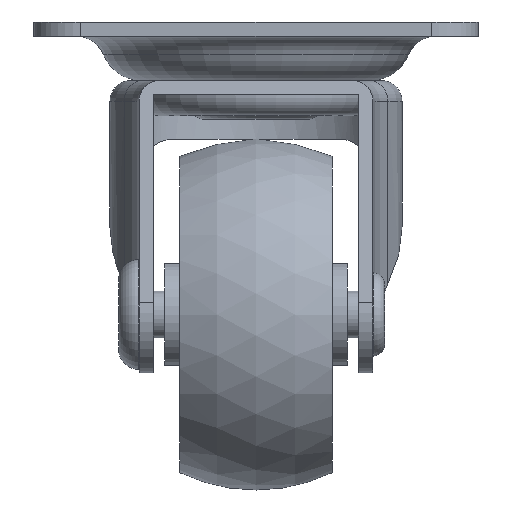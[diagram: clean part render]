
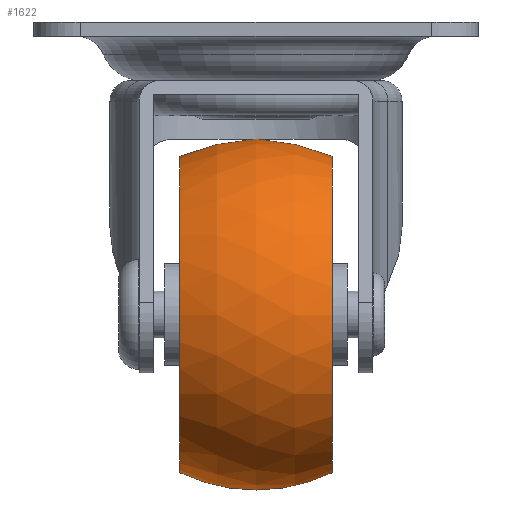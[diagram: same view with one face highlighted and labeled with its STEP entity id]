
A CAD part, front view. The second image highlights one B-rep face of the part: STEP entity #1622.
In plain terms, the highlighted spherical face has radius 15 mm.
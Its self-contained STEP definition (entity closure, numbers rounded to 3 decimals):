
#316=FACE_OUTER_BOUND('',#407,.T.);
#407=EDGE_LOOP('',(#1119,#1120,#1121,#1122,#1123,#1124));
#526=CIRCLE('',#1754,13.519);
#527=CIRCLE('',#1755,15.);
#528=CIRCLE('',#1756,13.519);
#529=CIRCLE('',#1757,13.519);
#530=CIRCLE('',#1758,13.519);
#688=VERTEX_POINT('',#2628);
#689=VERTEX_POINT('',#2629);
#690=VERTEX_POINT('',#2631);
#691=VERTEX_POINT('',#2633);
#868=EDGE_CURVE('',#688,#689,#526,.T.);
#869=EDGE_CURVE('',#689,#690,#527,.T.);
#870=EDGE_CURVE('',#691,#690,#528,.T.);
#871=EDGE_CURVE('',#690,#691,#529,.T.);
#872=EDGE_CURVE('',#689,#688,#530,.T.);
#1119=ORIENTED_EDGE('',*,*,#868,.T.);
#1120=ORIENTED_EDGE('',*,*,#869,.T.);
#1121=ORIENTED_EDGE('',*,*,#870,.F.);
#1122=ORIENTED_EDGE('',*,*,#871,.F.);
#1123=ORIENTED_EDGE('',*,*,#869,.F.);
#1124=ORIENTED_EDGE('',*,*,#872,.T.);
#1621=SPHERICAL_SURFACE('',#1753,15.);
#1622=ADVANCED_FACE('',(#316),#1621,.T.);
#1753=AXIS2_PLACEMENT_3D('',#2627,#2024,#2025);
#1754=AXIS2_PLACEMENT_3D('',#2630,#2026,#2027);
#1755=AXIS2_PLACEMENT_3D('',#2632,#2028,#2029);
#1756=AXIS2_PLACEMENT_3D('',#2634,#2030,#2031);
#1757=AXIS2_PLACEMENT_3D('',#2635,#2032,#2033);
#1758=AXIS2_PLACEMENT_3D('',#2636,#2034,#2035);
#2024=DIRECTION('center_axis',(-1.,0.,0.));
#2025=DIRECTION('ref_axis',(0.,0.,1.));
#2026=DIRECTION('center_axis',(1.,0.,0.));
#2027=DIRECTION('ref_axis',(0.,0.,1.));
#2028=DIRECTION('center_axis',(0.,-1.,0.));
#2029=DIRECTION('ref_axis',(0.,0.,-1.));
#2030=DIRECTION('center_axis',(1.,0.,0.));
#2031=DIRECTION('ref_axis',(0.,0.,1.));
#2032=DIRECTION('center_axis',(1.,0.,0.));
#2033=DIRECTION('ref_axis',(0.,0.,1.));
#2034=DIRECTION('center_axis',(1.,0.,0.));
#2035=DIRECTION('ref_axis',(0.,0.,1.));
#2627=CARTESIAN_POINT('Origin',(0.,0.,0.));
#2628=CARTESIAN_POINT('',(-6.5,0.,13.519));
#2629=CARTESIAN_POINT('',(-6.5,0.,-13.519));
#2630=CARTESIAN_POINT('Origin',(-6.5,0.,0.));
#2631=CARTESIAN_POINT('',(6.5,0.,-13.519));
#2632=CARTESIAN_POINT('Origin',(0.,0.,0.));
#2633=CARTESIAN_POINT('',(6.5,0.,13.519));
#2634=CARTESIAN_POINT('Origin',(6.5,0.,0.));
#2635=CARTESIAN_POINT('Origin',(6.5,0.,0.));
#2636=CARTESIAN_POINT('Origin',(-6.5,0.,0.));
